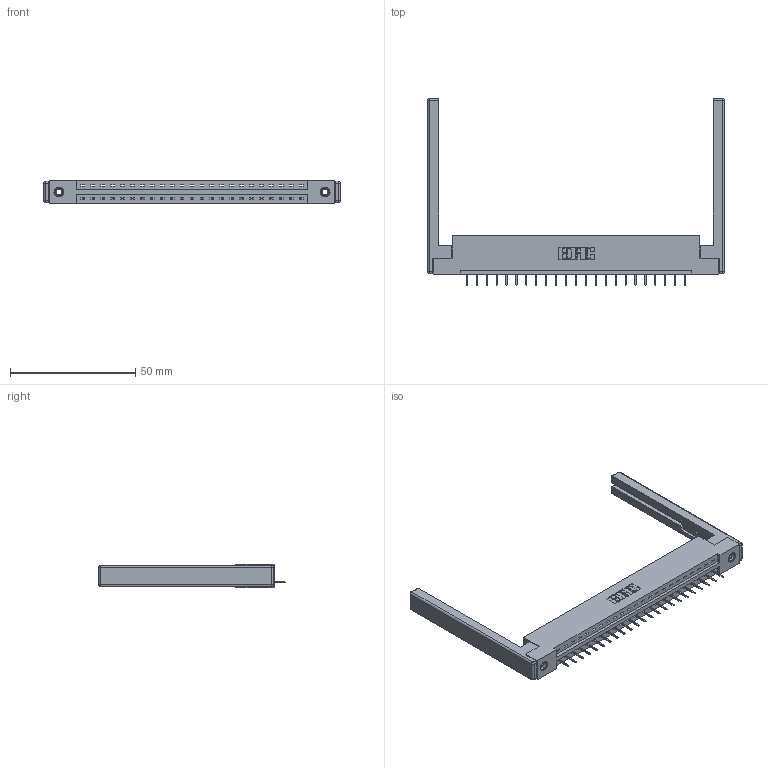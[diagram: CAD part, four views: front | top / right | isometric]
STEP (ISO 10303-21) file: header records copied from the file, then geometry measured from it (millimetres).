
FILE_DESCRIPTION (( 'STEP AP203' ), '1' );
FILE_NAME ('337-023-524-168.STEP', '2019-09-30T14:36:19', ( '' ), ( '' ), 'SwSTEP 2.0', 'SolidWorks 2016', '' );
FILE_SCHEMA (( 'CONFIG_CONTROL_DESIGN' ));
Length unit declared in the file: inch
Products named in the file (5): 345-292-001_345-293-124; 337 Part_Flush Mounting Lugs - 0.156 Dia-TI; 337-023-524-168; 345-250-001_345-250-001-102; 307-220-068
Assembly tree (28 placements, depth 2):
  337-023-524-168
    337 Part_Flush Mounting Lugs - 0.156 Dia-TI
    345-292-001_345-293-124  x23
    345-250-001_345-250-001-102  x2
    307-220-068  x2
Bounding box: 118.57 x 74.43 x 9.4 mm (x, y, z)
Volume: 16385.7 mm3; surface area: 16062.2 mm2
Topology: 28 solids, 28 shells, 1786 faces, 5117 edges, 3298 vertices
Faces by surface type: plane 1354, cylinder 408, cone 12, sphere 8, torus 4
Entity records: 22388 total; most frequent: CARTESIAN_POINT 3852, ORIENTED_EDGE 3800, DIRECTION 3356, EDGE_CURVE 1900, VECTOR 1726, LINE 1726, VERTEX_POINT 1254, AXIS2_PLACEMENT_3D 815
